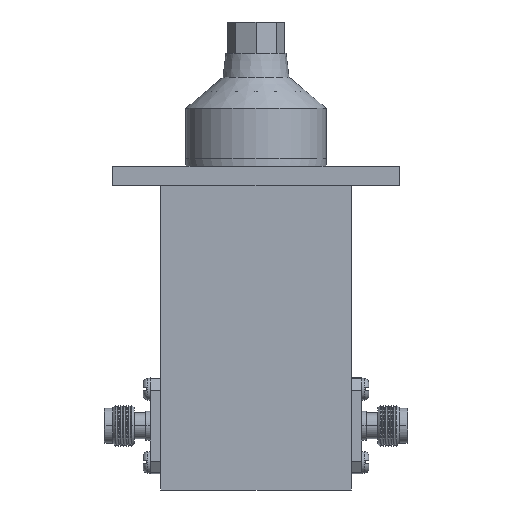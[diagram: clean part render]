
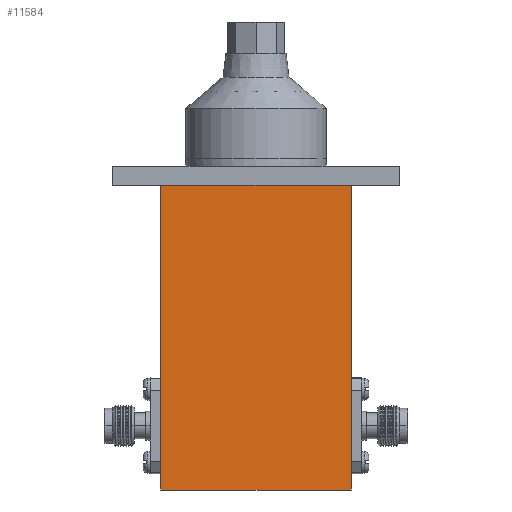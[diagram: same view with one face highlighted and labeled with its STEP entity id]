
A CAD part, front view. The second image highlights one B-rep face of the part: STEP entity #11584.
In plain terms, the highlighted planar face has unit normal (0, -1, 0).
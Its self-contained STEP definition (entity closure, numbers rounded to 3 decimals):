
#291 = EDGE_CURVE ( 'NONE', #4372, #14578, #10014, .T. ) ;
#500 = LINE ( 'NONE', #13718, #12168 ) ;
#845 = EDGE_CURVE ( 'NONE', #14578, #5712, #6947, .T. ) ;
#1484 = DIRECTION ( 'NONE',  ( 0., 0., -1. ) ) ;
#2377 = PLANE ( 'NONE',  #10713 ) ;
#2787 = ORIENTED_EDGE ( 'NONE', *, *, #15713, .F. ) ;
#2854 = CARTESIAN_POINT ( 'NONE',  ( -15.9, -6.35, 25.4 ) ) ;
#2984 = CARTESIAN_POINT ( 'NONE',  ( 15.9, -6.35, -25.4 ) ) ;
#3057 = CARTESIAN_POINT ( 'NONE',  ( -15.9, -6.35, -25.4 ) ) ;
#3423 = DIRECTION ( 'NONE',  ( 0., 0., 1. ) ) ;
#4372 = VERTEX_POINT ( 'NONE', #11021 ) ;
#4421 = CARTESIAN_POINT ( 'NONE',  ( -15.9, -6.35, -25.4 ) ) ;
#4781 = VECTOR ( 'NONE', #13913, 1000. ) ;
#5712 = VERTEX_POINT ( 'NONE', #4421 ) ;
#6947 = LINE ( 'NONE', #3057, #9070 ) ;
#7285 = ORIENTED_EDGE ( 'NONE', *, *, #845, .F. ) ;
#7464 = CARTESIAN_POINT ( 'NONE',  ( -15.9, -6.35, 25.4 ) ) ;
#7659 = ORIENTED_EDGE ( 'NONE', *, *, #8568, .F. ) ;
#7673 = DIRECTION ( 'NONE',  ( 0., 0., 1. ) ) ;
#8568 = EDGE_CURVE ( 'NONE', #14678, #4372, #8744, .T. ) ;
#8744 = LINE ( 'NONE', #2854, #4781 ) ;
#9070 = VECTOR ( 'NONE', #12701, 1000. ) ;
#9554 = FACE_OUTER_BOUND ( 'NONE', #14515, .T. ) ;
#10014 = LINE ( 'NONE', #2984, #15193 ) ;
#10713 = AXIS2_PLACEMENT_3D ( 'NONE', #11878, #15543, #3423 ) ;
#11021 = CARTESIAN_POINT ( 'NONE',  ( 15.9, -6.35, 25.4 ) ) ;
#11584 = ADVANCED_FACE ( 'NONE', ( #9554 ), #2377, .F. ) ;
#11878 = CARTESIAN_POINT ( 'NONE',  ( 0., -6.35, 0. ) ) ;
#12168 = VECTOR ( 'NONE', #7673, 1000. ) ;
#12701 = DIRECTION ( 'NONE',  ( -1., 0., 0. ) ) ;
#13718 = CARTESIAN_POINT ( 'NONE',  ( -15.9, -6.35, -25.4 ) ) ;
#13913 = DIRECTION ( 'NONE',  ( 1., 0., 0. ) ) ;
#14064 = ORIENTED_EDGE ( 'NONE', *, *, #291, .F. ) ;
#14515 = EDGE_LOOP ( 'NONE', ( #14064, #7659, #2787, #7285 ) ) ;
#14578 = VERTEX_POINT ( 'NONE', #15664 ) ;
#14678 = VERTEX_POINT ( 'NONE', #7464 ) ;
#15193 = VECTOR ( 'NONE', #1484, 1000. ) ;
#15543 = DIRECTION ( 'NONE',  ( 0., 1., 0. ) ) ;
#15664 = CARTESIAN_POINT ( 'NONE',  ( 15.9, -6.35, -25.4 ) ) ;
#15713 = EDGE_CURVE ( 'NONE', #5712, #14678, #500, .T. ) ;
